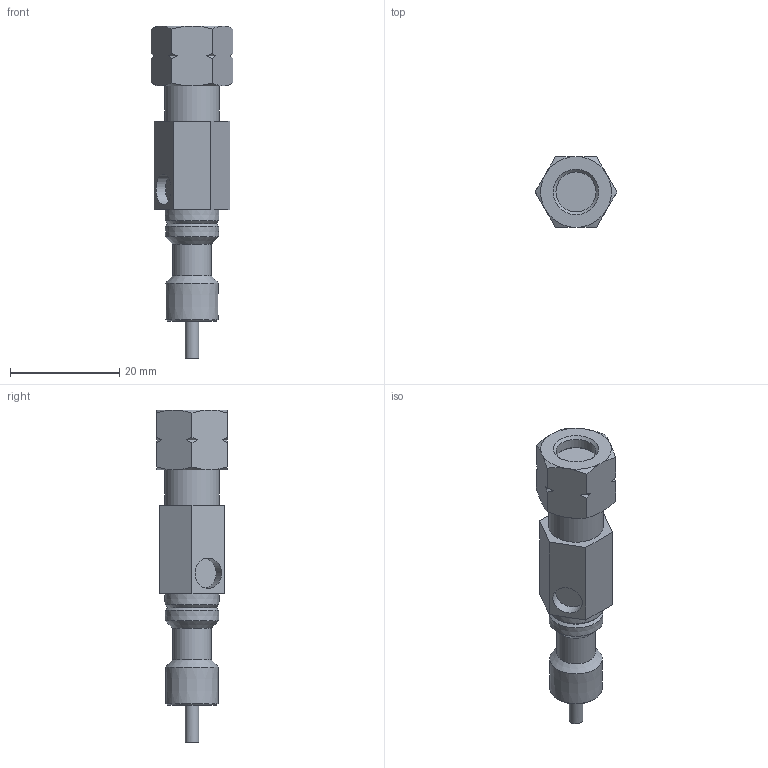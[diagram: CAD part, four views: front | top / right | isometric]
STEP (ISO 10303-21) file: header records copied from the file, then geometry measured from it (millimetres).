
FILE_DESCRIPTION((''),'2;1');
FILE_NAME('WEB031E029766.step','2015-03-10T11:52:39',(''),(''),'Autodesk Inventor 2012','Autodesk Inventor 2012','');
FILE_SCHEMA(('AUTOMOTIVE_DESIGN { 1 2 10303 214 0 1 1 1 }'));
Length unit declared in the file: millimetre
Products named in the file (1): WEB031E029766
Bounding box: 15.01 x 13 x 60.91 mm (x, y, z)
Volume: 5192.4 mm3; surface area: 2654.5 mm2
Topology: 1 solids, 2 shells, 76 faces, 176 edges, 113 vertices
Faces by surface type: cone 37, plane 27, cylinder 11, torus 1
Full cylindrical faces by diameter (mm): 2.5 x1, 5.6 x2, 6 x1, 7.05 x2, 7.35 x1, 7.5 x1, 10 x1
Entity records: 2057 total; most frequent: CARTESIAN_POINT 445, DIRECTION 300, ORIENTED_EDGE 296, EDGE_CURVE 148, AXIS2_PLACEMENT_3D 131, EDGE_LOOP 110, VERTEX_POINT 108, FACE_OUTER_BOUND 76
